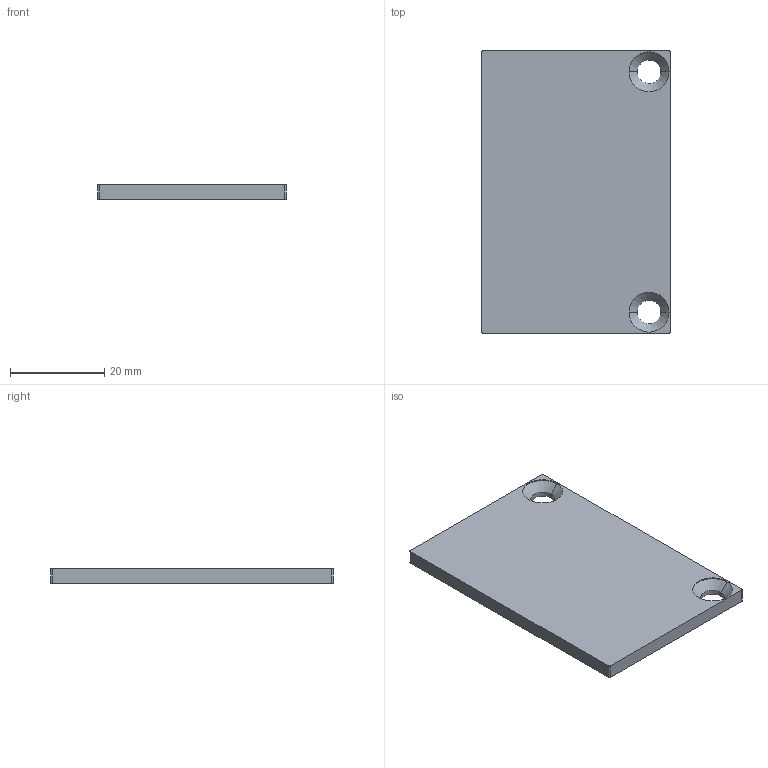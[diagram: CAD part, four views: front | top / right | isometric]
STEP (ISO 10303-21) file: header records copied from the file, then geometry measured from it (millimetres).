
FILE_DESCRIPTION (( 'STEP AP214' ), '1' );
FILE_NAME ('FG_CA60x40-R7016.STEP', '2024-11-15T13:04:31', ( '' ), ( '' ), 'SwSTEP 2.0', 'SolidWorks 2019', '' );
FILE_SCHEMA (( 'AUTOMOTIVE_DESIGN' ));
Length unit declared in the file: millimetre
Products named in the file (1): FG_CA60x40-R7016
Bounding box: 40 x 60 x 3 mm (x, y, z)
Volume: 7007.8 mm3; surface area: 5394.2 mm2
Topology: 1 solids, 1 shells, 22 faces, 52 edges, 32 vertices
Faces by surface type: cylinder 12, plane 6, cone 4
Entity records: 678 total; most frequent: DIRECTION 122, CARTESIAN_POINT 107, ORIENTED_EDGE 104, EDGE_CURVE 52, AXIS2_PLACEMENT_3D 47, VERTEX_POINT 32, VECTOR 28, LINE 28
